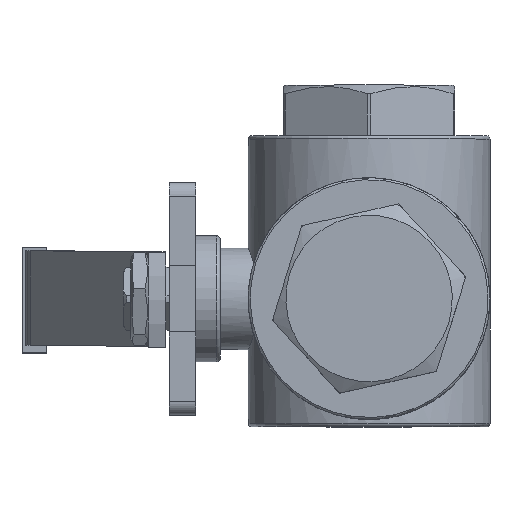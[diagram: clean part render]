
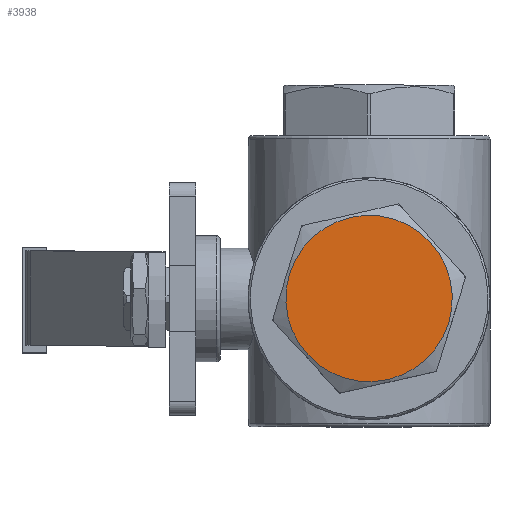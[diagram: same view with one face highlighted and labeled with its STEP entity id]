
A CAD part, top view. The second image highlights one B-rep face of the part: STEP entity #3938.
In plain terms, the highlighted planar face has unit normal (0, 0, 1).
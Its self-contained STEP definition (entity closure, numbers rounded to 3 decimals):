
#131=CIRCLE('',#4197,23.75);
#351=FACE_OUTER_BOUND('',#580,.T.);
#580=EDGE_LOOP('',(#2620));
#1626=VERTEX_POINT('',#5807);
#2012=EDGE_CURVE('',#1626,#1626,#131,.T.);
#2620=ORIENTED_EDGE('',*,*,#2012,.F.);
#3798=PLANE('',#4196);
#3938=ADVANCED_FACE('',(#351),#3798,.F.);
#4196=AXIS2_PLACEMENT_3D('',#5806,#4625,#4626);
#4197=AXIS2_PLACEMENT_3D('',#5808,#4627,#4628);
#4625=DIRECTION('center_axis',(0.,0.,
-1.));
#4626=DIRECTION('ref_axis',(-1.,0.,0.));
#4627=DIRECTION('center_axis',(0.,0.,
-1.));
#4628=DIRECTION('ref_axis',(0.735,0.678,0.));
#5806=CARTESIAN_POINT('Origin',(0.,0.,
61.));
#5807=CARTESIAN_POINT('',(-17.45,-16.111,61.));
#5808=CARTESIAN_POINT('Origin',(0.,0.,
61.));
